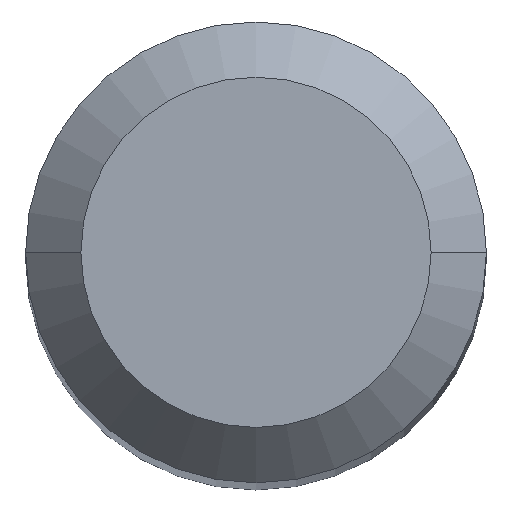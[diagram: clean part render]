
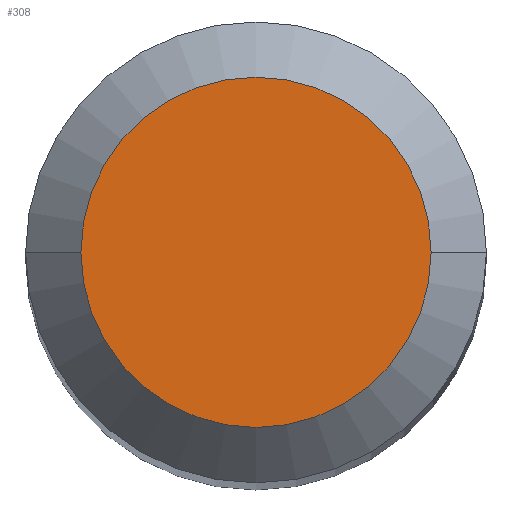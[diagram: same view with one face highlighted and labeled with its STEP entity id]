
A CAD part, top view. The second image highlights one B-rep face of the part: STEP entity #308.
In plain terms, the highlighted planar face has unit normal (0, 0, 1).
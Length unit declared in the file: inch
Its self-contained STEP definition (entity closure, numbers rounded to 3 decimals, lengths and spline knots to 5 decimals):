
#10 = ORIENTED_EDGE ( 'NONE', *, *, #460, .T. ) ;
#28 = DIRECTION ( 'NONE',  ( 1., 0., 0. ) ) ;
#61 = CARTESIAN_POINT ( 'NONE',  ( 0., 0., 0. ) ) ;
#78 = CARTESIAN_POINT ( 'NONE',  ( -0.0475, 0., 0. ) ) ;
#84 = EDGE_CURVE ( 'NONE', #518, #287, #339, .T. ) ;
#142 = DIRECTION ( 'NONE',  ( 1., 0., 0. ) ) ;
#157 = DIRECTION ( 'NONE',  ( -1., 0., 0. ) ) ;
#175 = CIRCLE ( 'NONE', #227, 0.0475 ) ;
#193 = DIRECTION ( 'NONE',  ( 0., 0., 1. ) ) ;
#227 = AXIS2_PLACEMENT_3D ( 'NONE', #61, #193, #142 ) ;
#237 = FACE_OUTER_BOUND ( 'NONE', #238, .T. ) ;
#238 = EDGE_LOOP ( 'NONE', ( #10, #324 ) ) ;
#287 = VERTEX_POINT ( 'NONE', #78 ) ;
#308 = ADVANCED_FACE ( 'NONE', ( #237 ), #361, .F. ) ;
#324 = ORIENTED_EDGE ( 'NONE', *, *, #84, .T. ) ;
#339 = CIRCLE ( 'NONE', #372, 0.0475 ) ;
#361 = PLANE ( 'NONE',  #412 ) ;
#372 = AXIS2_PLACEMENT_3D ( 'NONE', #462, #472, #28 ) ;
#399 = DIRECTION ( 'NONE',  ( 0., 0., -1. ) ) ;
#412 = AXIS2_PLACEMENT_3D ( 'NONE', #517, #399, #157 ) ;
#460 = EDGE_CURVE ( 'NONE', #287, #518, #175, .T. ) ;
#462 = CARTESIAN_POINT ( 'NONE',  ( 0., 0., 0. ) ) ;
#470 = CARTESIAN_POINT ( 'NONE',  ( 0.0475, 0., 0. ) ) ;
#472 = DIRECTION ( 'NONE',  ( 0., 0., 1. ) ) ;
#517 = CARTESIAN_POINT ( 'NONE',  ( 0., 0.0475, 0. ) ) ;
#518 = VERTEX_POINT ( 'NONE', #470 ) ;
